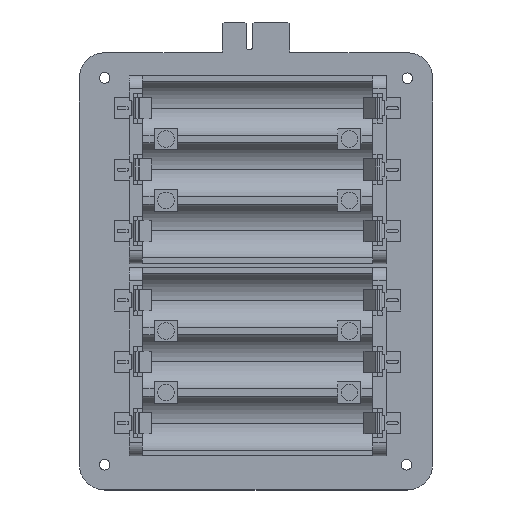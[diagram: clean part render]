
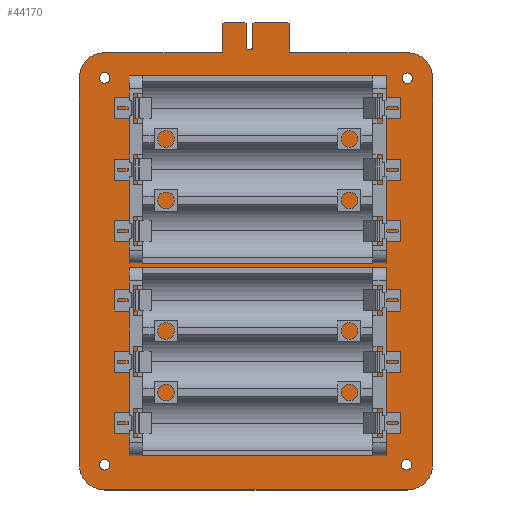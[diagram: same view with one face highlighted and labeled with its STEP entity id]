
A CAD part, top view. The second image highlights one B-rep face of the part: STEP entity #44170.
In plain terms, the highlighted planar face has unit normal (0, 0, 1).
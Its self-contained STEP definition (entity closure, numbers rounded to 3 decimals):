
#43842 = VERTEX_POINT('',#43843);
#43843 = CARTESIAN_POINT('',(-2.95,70.168,1.6));
#43849 = EDGE_CURVE('',#43842,#43850,#43852,.T.);
#43850 = VERTEX_POINT('',#43851);
#43851 = CARTESIAN_POINT('',(-2.95,63.218,1.6));
#43852 = LINE('',#43853,#43854);
#43853 = CARTESIAN_POINT('',(-2.95,70.168,1.6));
#43854 = VECTOR('',#43855,1.);
#43855 = DIRECTION('',(0.,-1.,0.));
#43882 = VERTEX_POINT('',#43883);
#43883 = CARTESIAN_POINT('',(-3.45,70.668,1.6));
#43889 = EDGE_CURVE('',#43882,#43842,#43890,.T.);
#43890 = LINE('',#43891,#43892);
#43891 = CARTESIAN_POINT('',(-3.45,70.668,1.6));
#43892 = VECTOR('',#43893,1.);
#43893 = DIRECTION('',(0.707,-0.707,0.));
#43911 = EDGE_CURVE('',#43850,#43912,#43914,.T.);
#43912 = VERTEX_POINT('',#43913);
#43913 = CARTESIAN_POINT('',(-1.05,63.218,1.6));
#43914 = CIRCLE('',#43915,0.95);
#43915 = AXIS2_PLACEMENT_3D('',#43916,#43917,#43918);
#43916 = CARTESIAN_POINT('',(-2.,63.218,1.6));
#43917 = DIRECTION('',(0.,0.,1.));
#43918 = DIRECTION('',(-1.,0.,-0.));
#44170 = ADVANCED_FACE('',(#44171,#44330,#44341,#44352,#44363,#44374,
    #44385),#44396,.T.);
#44171 = FACE_BOUND('',#44172,.T.);
#44172 = EDGE_LOOP('',(#44173,#44174,#44175,#44183,#44191,#44199,#44207,
    #44215,#44224,#44232,#44241,#44249,#44258,#44266,#44275,#44283,
    #44291,#44299,#44307,#44315,#44323,#44329));
#44173 = ORIENTED_EDGE('',*,*,#43849,.F.);
#44174 = ORIENTED_EDGE('',*,*,#43889,.F.);
#44175 = ORIENTED_EDGE('',*,*,#44176,.F.);
#44176 = EDGE_CURVE('',#44177,#43882,#44179,.T.);
#44177 = VERTEX_POINT('',#44178);
#44178 = CARTESIAN_POINT('',(-9.65,70.668,1.6));
#44179 = LINE('',#44180,#44181);
#44180 = CARTESIAN_POINT('',(-9.65,70.668,1.6));
#44181 = VECTOR('',#44182,1.);
#44182 = DIRECTION('',(1.,0.,0.));
#44183 = ORIENTED_EDGE('',*,*,#44184,.F.);
#44184 = EDGE_CURVE('',#44185,#44177,#44187,.T.);
#44185 = VERTEX_POINT('',#44186);
#44186 = CARTESIAN_POINT('',(-10.15,70.168,1.6));
#44187 = LINE('',#44188,#44189);
#44188 = CARTESIAN_POINT('',(-10.15,70.168,1.6));
#44189 = VECTOR('',#44190,1.);
#44190 = DIRECTION('',(0.707,0.707,0.));
#44191 = ORIENTED_EDGE('',*,*,#44192,.F.);
#44192 = EDGE_CURVE('',#44193,#44185,#44195,.T.);
#44193 = VERTEX_POINT('',#44194);
#44194 = CARTESIAN_POINT('',(-10.15,62.268,1.6));
#44195 = LINE('',#44196,#44197);
#44196 = CARTESIAN_POINT('',(-10.15,62.268,1.6));
#44197 = VECTOR('',#44198,1.);
#44198 = DIRECTION('',(0.,1.,0.));
#44199 = ORIENTED_EDGE('',*,*,#44200,.F.);
#44200 = EDGE_CURVE('',#44201,#44193,#44203,.T.);
#44201 = VERTEX_POINT('',#44202);
#44202 = CARTESIAN_POINT('',(-10.16,61.388,1.6));
#44203 = LINE('',#44204,#44205);
#44204 = CARTESIAN_POINT('',(-10.16,61.388,1.6));
#44205 = VECTOR('',#44206,1.);
#44206 = DIRECTION('',(0.011,1.,0.));
#44207 = ORIENTED_EDGE('',*,*,#44208,.F.);
#44208 = EDGE_CURVE('',#44209,#44201,#44211,.T.);
#44209 = VERTEX_POINT('',#44210);
#44210 = CARTESIAN_POINT('',(-45.72,61.388,1.6));
#44211 = LINE('',#44212,#44213);
#44212 = CARTESIAN_POINT('',(-45.72,61.388,1.6));
#44213 = VECTOR('',#44214,1.);
#44214 = DIRECTION('',(1.,0.,0.));
#44215 = ORIENTED_EDGE('',*,*,#44216,.F.);
#44216 = EDGE_CURVE('',#44217,#44209,#44219,.T.);
#44217 = VERTEX_POINT('',#44218);
#44218 = CARTESIAN_POINT('',(-53.34,53.768,1.6));
#44219 = CIRCLE('',#44220,7.62);
#44220 = AXIS2_PLACEMENT_3D('',#44221,#44222,#44223);
#44221 = CARTESIAN_POINT('',(-45.72,53.768,1.6));
#44222 = DIRECTION('',(0.,0.,-1.));
#44223 = DIRECTION('',(-1.,0.,-0.));
#44224 = ORIENTED_EDGE('',*,*,#44225,.F.);
#44225 = EDGE_CURVE('',#44226,#44217,#44228,.T.);
#44226 = VERTEX_POINT('',#44227);
#44227 = CARTESIAN_POINT('',(-53.34,-63.073,1.6));
#44228 = LINE('',#44229,#44230);
#44229 = CARTESIAN_POINT('',(-53.34,-63.073,1.6));
#44230 = VECTOR('',#44231,1.);
#44231 = DIRECTION('',(0.,1.,0.));
#44232 = ORIENTED_EDGE('',*,*,#44233,.F.);
#44233 = EDGE_CURVE('',#44234,#44226,#44236,.T.);
#44234 = VERTEX_POINT('',#44235);
#44235 = CARTESIAN_POINT('',(-45.72,-70.693,1.6));
#44236 = CIRCLE('',#44237,7.62);
#44237 = AXIS2_PLACEMENT_3D('',#44238,#44239,#44240);
#44238 = CARTESIAN_POINT('',(-45.72,-63.073,1.6));
#44239 = DIRECTION('',(0.,0.,-1.));
#44240 = DIRECTION('',(0.,-1.,0.));
#44241 = ORIENTED_EDGE('',*,*,#44242,.F.);
#44242 = EDGE_CURVE('',#44243,#44234,#44245,.T.);
#44243 = VERTEX_POINT('',#44244);
#44244 = CARTESIAN_POINT('',(45.72,-70.693,1.6));
#44245 = LINE('',#44246,#44247);
#44246 = CARTESIAN_POINT('',(45.72,-70.693,1.6));
#44247 = VECTOR('',#44248,1.);
#44248 = DIRECTION('',(-1.,0.,0.));
#44249 = ORIENTED_EDGE('',*,*,#44250,.F.);
#44250 = EDGE_CURVE('',#44251,#44243,#44253,.T.);
#44251 = VERTEX_POINT('',#44252);
#44252 = CARTESIAN_POINT('',(53.34,-63.073,1.6));
#44253 = CIRCLE('',#44254,7.62);
#44254 = AXIS2_PLACEMENT_3D('',#44255,#44256,#44257);
#44255 = CARTESIAN_POINT('',(45.72,-63.073,1.6));
#44256 = DIRECTION('',(0.,0.,-1.));
#44257 = DIRECTION('',(1.,0.,0.));
#44258 = ORIENTED_EDGE('',*,*,#44259,.F.);
#44259 = EDGE_CURVE('',#44260,#44251,#44262,.T.);
#44260 = VERTEX_POINT('',#44261);
#44261 = CARTESIAN_POINT('',(53.34,53.768,1.6));
#44262 = LINE('',#44263,#44264);
#44263 = CARTESIAN_POINT('',(53.34,53.768,1.6));
#44264 = VECTOR('',#44265,1.);
#44265 = DIRECTION('',(0.,-1.,0.));
#44266 = ORIENTED_EDGE('',*,*,#44267,.F.);
#44267 = EDGE_CURVE('',#44268,#44260,#44270,.T.);
#44268 = VERTEX_POINT('',#44269);
#44269 = CARTESIAN_POINT('',(45.72,61.388,1.6));
#44270 = CIRCLE('',#44271,7.62);
#44271 = AXIS2_PLACEMENT_3D('',#44272,#44273,#44274);
#44272 = CARTESIAN_POINT('',(45.72,53.768,1.6));
#44273 = DIRECTION('',(0.,0.,-1.));
#44274 = DIRECTION('',(0.,1.,0.));
#44275 = ORIENTED_EDGE('',*,*,#44276,.F.);
#44276 = EDGE_CURVE('',#44277,#44268,#44279,.T.);
#44277 = VERTEX_POINT('',#44278);
#44278 = CARTESIAN_POINT('',(10.16,61.388,1.6));
#44279 = LINE('',#44280,#44281);
#44280 = CARTESIAN_POINT('',(10.16,61.388,1.6));
#44281 = VECTOR('',#44282,1.);
#44282 = DIRECTION('',(1.,0.,0.));
#44283 = ORIENTED_EDGE('',*,*,#44284,.F.);
#44284 = EDGE_CURVE('',#44285,#44277,#44287,.T.);
#44285 = VERTEX_POINT('',#44286);
#44286 = CARTESIAN_POINT('',(10.15,62.268,1.6));
#44287 = LINE('',#44288,#44289);
#44288 = CARTESIAN_POINT('',(10.15,62.268,1.6));
#44289 = VECTOR('',#44290,1.);
#44290 = DIRECTION('',(0.011,-1.,0.));
#44291 = ORIENTED_EDGE('',*,*,#44292,.F.);
#44292 = EDGE_CURVE('',#44293,#44285,#44295,.T.);
#44293 = VERTEX_POINT('',#44294);
#44294 = CARTESIAN_POINT('',(10.15,70.168,1.6));
#44295 = LINE('',#44296,#44297);
#44296 = CARTESIAN_POINT('',(10.15,70.168,1.6));
#44297 = VECTOR('',#44298,1.);
#44298 = DIRECTION('',(0.,-1.,0.));
#44299 = ORIENTED_EDGE('',*,*,#44300,.F.);
#44300 = EDGE_CURVE('',#44301,#44293,#44303,.T.);
#44301 = VERTEX_POINT('',#44302);
#44302 = CARTESIAN_POINT('',(9.65,70.668,1.6));
#44303 = LINE('',#44304,#44305);
#44304 = CARTESIAN_POINT('',(9.65,70.668,1.6));
#44305 = VECTOR('',#44306,1.);
#44306 = DIRECTION('',(0.707,-0.707,0.));
#44307 = ORIENTED_EDGE('',*,*,#44308,.F.);
#44308 = EDGE_CURVE('',#44309,#44301,#44311,.T.);
#44309 = VERTEX_POINT('',#44310);
#44310 = CARTESIAN_POINT('',(-0.55,70.668,1.6));
#44311 = LINE('',#44312,#44313);
#44312 = CARTESIAN_POINT('',(-0.55,70.668,1.6));
#44313 = VECTOR('',#44314,1.);
#44314 = DIRECTION('',(1.,0.,0.));
#44315 = ORIENTED_EDGE('',*,*,#44316,.F.);
#44316 = EDGE_CURVE('',#44317,#44309,#44319,.T.);
#44317 = VERTEX_POINT('',#44318);
#44318 = CARTESIAN_POINT('',(-1.05,70.168,1.6));
#44319 = LINE('',#44320,#44321);
#44320 = CARTESIAN_POINT('',(-1.05,70.168,1.6));
#44321 = VECTOR('',#44322,1.);
#44322 = DIRECTION('',(0.707,0.707,0.));
#44323 = ORIENTED_EDGE('',*,*,#44324,.F.);
#44324 = EDGE_CURVE('',#43912,#44317,#44325,.T.);
#44325 = LINE('',#44326,#44327);
#44326 = CARTESIAN_POINT('',(-1.05,63.218,1.6));
#44327 = VECTOR('',#44328,1.);
#44328 = DIRECTION('',(0.,1.,0.));
#44329 = ORIENTED_EDGE('',*,*,#43911,.F.);
#44330 = FACE_BOUND('',#44331,.T.);
#44331 = EDGE_LOOP('',(#44332));
#44332 = ORIENTED_EDGE('',*,*,#44333,.T.);
#44333 = EDGE_CURVE('',#44334,#44334,#44336,.T.);
#44334 = VERTEX_POINT('',#44335);
#44335 = CARTESIAN_POINT('',(-45.72,-64.673,1.6));
#44336 = CIRCLE('',#44337,1.6);
#44337 = AXIS2_PLACEMENT_3D('',#44338,#44339,#44340);
#44338 = CARTESIAN_POINT('',(-45.72,-63.073,1.6));
#44339 = DIRECTION('',(-0.,0.,-1.));
#44340 = DIRECTION('',(-0.,-1.,0.));
#44341 = FACE_BOUND('',#44342,.T.);
#44342 = EDGE_LOOP('',(#44343));
#44343 = ORIENTED_EDGE('',*,*,#44344,.T.);
#44344 = EDGE_CURVE('',#44345,#44345,#44347,.T.);
#44345 = VERTEX_POINT('',#44346);
#44346 = CARTESIAN_POINT('',(-35.492,-7.019,1.6));
#44347 = CIRCLE('',#44348,0.9);
#44348 = AXIS2_PLACEMENT_3D('',#44349,#44350,#44351);
#44349 = CARTESIAN_POINT('',(-35.492,-6.119,1.6));
#44350 = DIRECTION('',(-0.,0.,-1.));
#44351 = DIRECTION('',(0.,-1.,-0.));
#44352 = FACE_BOUND('',#44353,.T.);
#44353 = EDGE_LOOP('',(#44354));
#44354 = ORIENTED_EDGE('',*,*,#44355,.T.);
#44355 = EDGE_CURVE('',#44356,#44356,#44358,.T.);
#44356 = VERTEX_POINT('',#44357);
#44357 = CARTESIAN_POINT('',(45.466,-64.673,1.6));
#44358 = CIRCLE('',#44359,1.6);
#44359 = AXIS2_PLACEMENT_3D('',#44360,#44361,#44362);
#44360 = CARTESIAN_POINT('',(45.466,-63.073,1.6));
#44361 = DIRECTION('',(-0.,0.,-1.));
#44362 = DIRECTION('',(-0.,-1.,0.));
#44363 = FACE_BOUND('',#44364,.T.);
#44364 = EDGE_LOOP('',(#44365));
#44365 = ORIENTED_EDGE('',*,*,#44366,.T.);
#44366 = EDGE_CURVE('',#44367,#44367,#44369,.T.);
#44367 = VERTEX_POINT('',#44368);
#44368 = CARTESIAN_POINT('',(-45.72,52.168,1.6));
#44369 = CIRCLE('',#44370,1.6);
#44370 = AXIS2_PLACEMENT_3D('',#44371,#44372,#44373);
#44371 = CARTESIAN_POINT('',(-45.72,53.768,1.6));
#44372 = DIRECTION('',(-0.,0.,-1.));
#44373 = DIRECTION('',(-0.,-1.,0.));
#44374 = FACE_BOUND('',#44375,.T.);
#44375 = EDGE_LOOP('',(#44376));
#44376 = ORIENTED_EDGE('',*,*,#44377,.T.);
#44377 = EDGE_CURVE('',#44378,#44378,#44380,.T.);
#44378 = VERTEX_POINT('',#44379);
#44379 = CARTESIAN_POINT('',(-35.492,51.032,1.6));
#44380 = CIRCLE('',#44381,0.9);
#44381 = AXIS2_PLACEMENT_3D('',#44382,#44383,#44384);
#44382 = CARTESIAN_POINT('',(-35.492,51.932,1.6));
#44383 = DIRECTION('',(-0.,0.,-1.));
#44384 = DIRECTION('',(0.,-1.,-0.));
#44385 = FACE_BOUND('',#44386,.T.);
#44386 = EDGE_LOOP('',(#44387));
#44387 = ORIENTED_EDGE('',*,*,#44388,.T.);
#44388 = EDGE_CURVE('',#44389,#44389,#44391,.T.);
#44389 = VERTEX_POINT('',#44390);
#44390 = CARTESIAN_POINT('',(45.718,52.072,1.6));
#44391 = CIRCLE('',#44392,1.6);
#44392 = AXIS2_PLACEMENT_3D('',#44393,#44394,#44395);
#44393 = CARTESIAN_POINT('',(45.718,53.672,1.6));
#44394 = DIRECTION('',(-0.,0.,-1.));
#44395 = DIRECTION('',(-0.,-1.,0.));
#44396 = PLANE('',#44397);
#44397 = AXIS2_PLACEMENT_3D('',#44398,#44399,#44400);
#44398 = CARTESIAN_POINT('',(0.,0.,1.6));
#44399 = DIRECTION('',(0.,0.,1.));
#44400 = DIRECTION('',(1.,0.,-0.));
